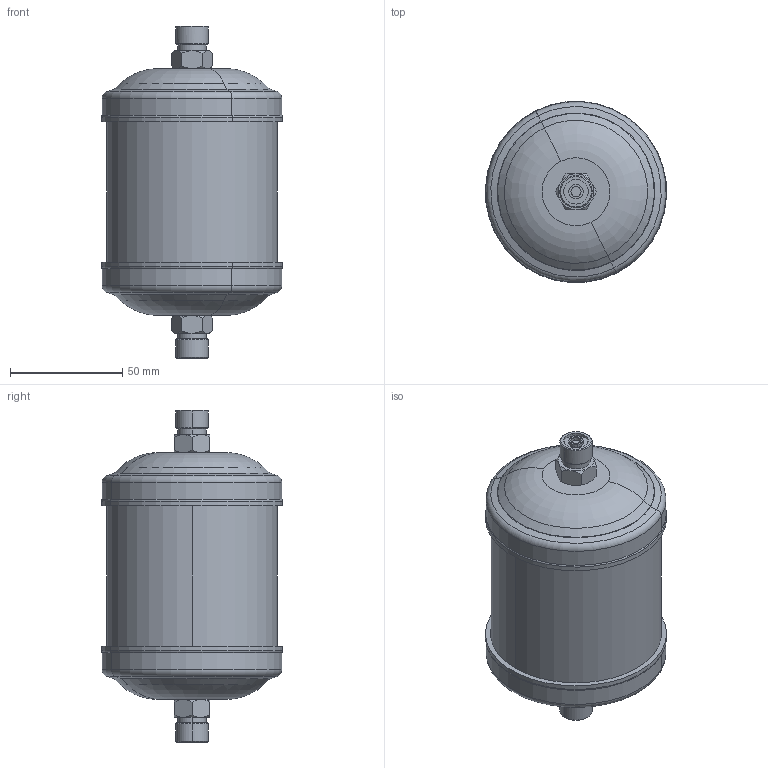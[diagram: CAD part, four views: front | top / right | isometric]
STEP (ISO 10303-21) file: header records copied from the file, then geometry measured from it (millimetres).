
FILE_DESCRIPTION (( 'STEP AP203' ), '1' );
FILE_NAME ('023Z0262R - DCL 162FS.STEP', '2023-05-27T09:02:08', ( '' ), ( '' ), 'SwSTEP 2.0', 'SolidWorks 2020', '' );
FILE_SCHEMA (( 'CONFIG_CONTROL_DESIGN' ));
Length unit declared in the file: millimetre
Products named in the file (1): 023Z0262R - DCL 162FS
Bounding box: 80.64 x 80.64 x 148 mm (x, y, z)
Volume: 484985.6 mm3; surface area: 35702.1 mm2
Topology: 1 solids, 1 shells, 122 faces, 252 edges, 146 vertices
Faces by surface type: cone 44, cylinder 30, plane 29, torus 16, bspline 3
Entity records: 4072 total; most frequent: CARTESIAN_POINT 1437, DIRECTION 572, ORIENTED_EDGE 504, AXIS2_PLACEMENT_3D 255, EDGE_CURVE 252, VERTEX_POINT 146, EDGE_LOOP 136, CIRCLE 135
